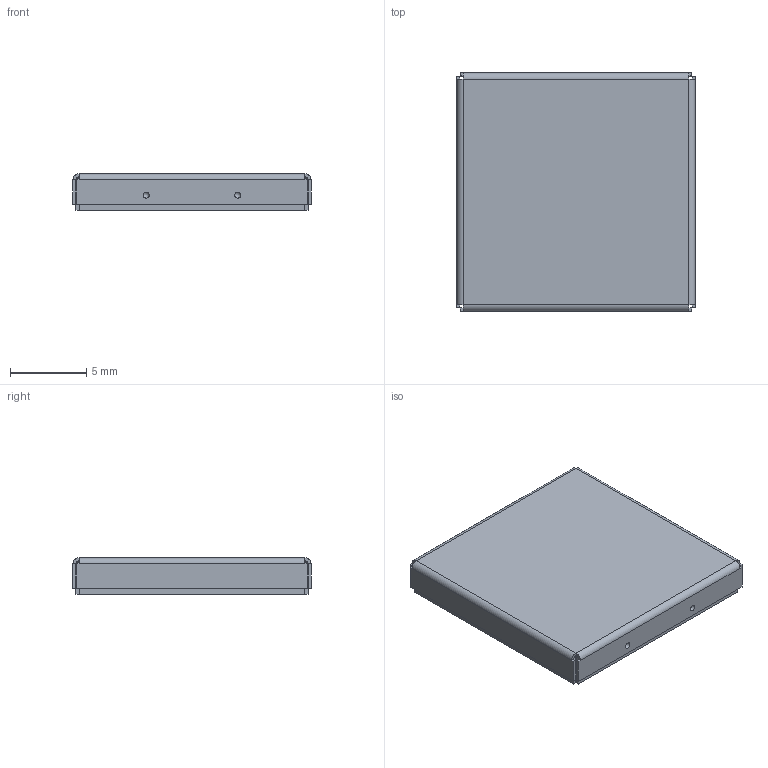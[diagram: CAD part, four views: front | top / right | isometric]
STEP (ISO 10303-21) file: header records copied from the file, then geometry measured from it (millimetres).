
FILE_DESCRIPTION(/* description */ ('STEP AP242','CAx-IF Rec.Pracs.---Representation and Presentation of Product Manufacturing Information (PMI)---4.0---2014-10-13','CAx-IF Rec.Pracs.---3D Tessellated Geometry---0.4---2014-09-14','2;1'),/* implementation_level */ '2;1');
FILE_NAME(/* name */ '67e6debb885e990e0aaf3daa',/* time_stamp */ '2025-03-28T17:39:07Z',/* author */ (''),/* organization */ (''),/* preprocessor_version */ 'ST-DEVELOPER v20',/* originating_system */ 'ONSHAPE BY PTC INC, 1.195',/* authorisation */ ' ');
FILE_SCHEMA (('AP242_MANAGED_MODEL_BASED_3D_ENGINEERING_MIM_LF { 1 0 10303 442 1 1 4 }'));
Length unit declared in the file: metre
Products named in the file (3): PFB148; Part 1
Assembly tree (2 placements, depth 2):
  PFB148
    Part 1
    Part 1
Bounding box: 15.6 x 15.6 x 2.4 mm (x, y, z)
Volume: 114.2 mm3; surface area: 1189.9 mm2
Topology: 2 solids, 2 shells, 128 faces, 308 edges, 184 vertices
Faces by surface type: plane 82, cylinder 30, sphere 8, bspline 8
Full cylindrical faces by diameter (mm): 0.7 x4
Entity records: 3887 total; most frequent: CARTESIAN_POINT 967, ORIENTED_EDGE 576, DIRECTION 570, EDGE_CURVE 288, LINE 220, VECTOR 220, VERTEX_POINT 176, AXIS2_PLACEMENT_3D 175
